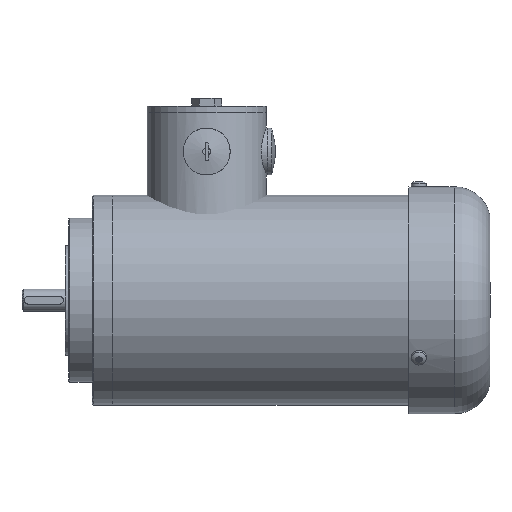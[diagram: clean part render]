
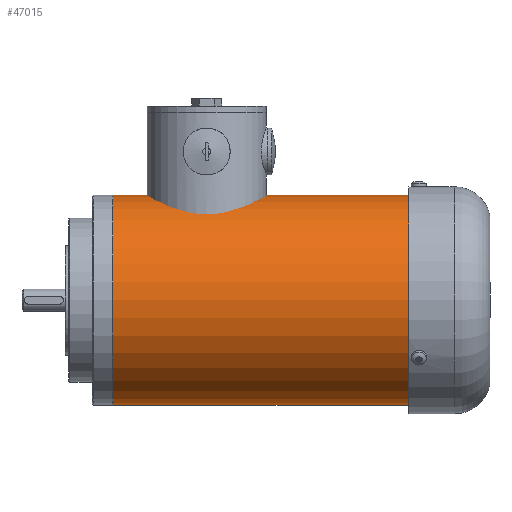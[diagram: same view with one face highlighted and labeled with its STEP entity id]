
A CAD part, front view. The second image highlights one B-rep face of the part: STEP entity #47015.
In plain terms, the highlighted cylindrical face has radius 67 mm (diameter 134 mm), a full revolution.
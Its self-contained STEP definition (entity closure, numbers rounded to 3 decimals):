
#17440=ORIENTED_EDGE('',*,*,#22501,.F.);
#17441=ORIENTED_EDGE('',*,*,#22502,.F.);
#20642=CIRCLE('',#45086,67.);
#20643=CIRCLE('',#45088,67.);
#21353=VERTEX_POINT('',#30069);
#21354=VERTEX_POINT('',#30072);
#22501=EDGE_CURVE('',#21353,#21353,#20642,.T.);
#22502=EDGE_CURVE('',#21354,#21354,#20643,.T.);
#24105=EDGE_LOOP('',(#17440));
#24106=EDGE_LOOP('',(#17441));
#25094=FACE_BOUND('',#24105,.T.);
#25095=FACE_BOUND('',#24106,.T.);
#26094=DIRECTION('',(0.,0.,-1.));
#26095=DIRECTION('',(0.,-67.,0.));
#26096=DIRECTION('',(0.,0.,1.));
#26097=DIRECTION('',(1.,0.,0.));
#26098=DIRECTION('',(0.,0.,1.));
#26099=DIRECTION('',(67.,0.,0.));
#30069=CARTESIAN_POINT('',(0.,-67.,8.));
#30070=CARTESIAN_POINT('',(0.,0.,8.));
#30071=CARTESIAN_POINT('',(0.,0.,0.));
#30072=CARTESIAN_POINT('',(67.,0.,198.));
#30073=CARTESIAN_POINT('',(0.,0.,198.));
#45086=AXIS2_PLACEMENT_3D('',#30070,#26094,#26095);
#45087=AXIS2_PLACEMENT_3D('',#30071,#26096,#26097);
#45088=AXIS2_PLACEMENT_3D('',#30073,#26098,#26099);
#46789=CYLINDRICAL_SURFACE('',#45087,67.);
#47015=ADVANCED_FACE('',(#25094,#25095),#46789,.T.);
